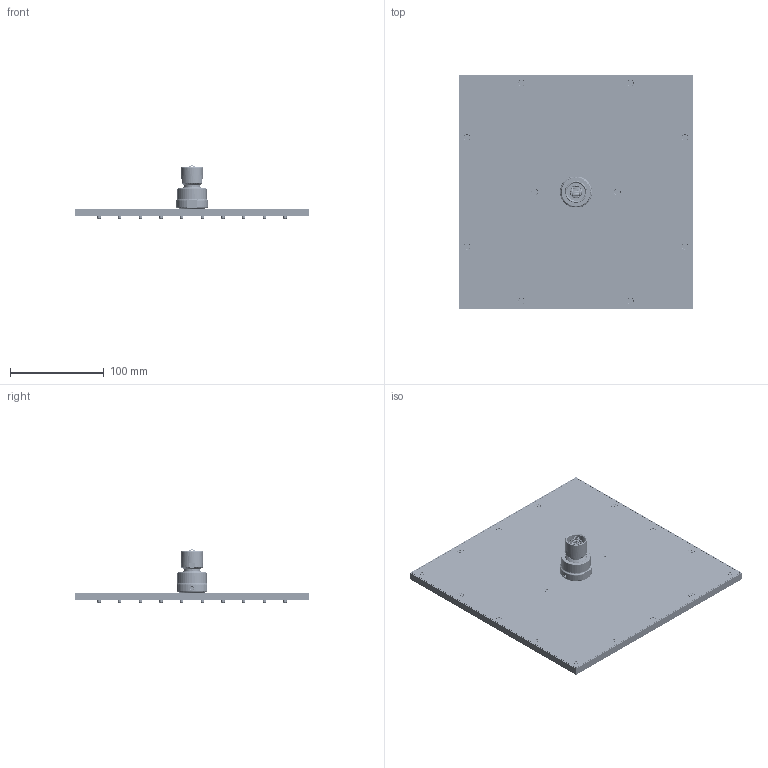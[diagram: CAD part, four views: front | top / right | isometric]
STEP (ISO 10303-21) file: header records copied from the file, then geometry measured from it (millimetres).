
FILE_DESCRIPTION(/* description */ (''),/* implementation_level */ '2;1');
FILE_NAME(/* name */ 'd1e93af9-aa97-4832-89e2-ca1eefe1d11c.stp',/* time_stamp */ '2020-07-02T08:31:57+00:00',/* author */ (''),/* organization */ (''),/* preprocessor_version */ 'ST-DEVELOPER v18.1',/* originating_system */ 'Autodesk Translation Framework v9.3.0.1241',/* authorisation */ '');
FILE_SCHEMA (('AUTOMOTIVE_DESIGN { 1 0 10303 214 3 1 1 }'));
Products named in the file (1): !WGA225CR
Bounding box: 250 x 250 x 56.66 mm (x, y, z)
Volume: 303416.8 mm3; surface area: 430691.6 mm2
Topology: 49 solids, 49 shells, 3686 faces, 11474 edges, 7269 vertices
Faces by surface type: torus 1094, plane 928, bspline 715, cylinder 627, cone 321, sphere 1
Full cylindrical faces by diameter (mm): 0.7 x18, 1.2 x6, 1.3 x100, 2 x4, 2.4 x18, 3 x18, 3.3 x3, 3.5 x100, 4 x1, 4.2 x100, 5 x18, 6 x19, 6.5 x18, 7 x18, 8 x1, 9 x3, 9.15 x1, 10 x2, 10.2 x1, 11 x1, 11.3 x1, 12.1 x1, 12.3 x1, 12.5 x2, 12.6 x1, 12.7 x2, 13 x1, 13.3 x1, 13.7 x2, 14 x2
Entity records: 278159 total; most frequent: CARTESIAN_POINT 183581, ORIENTED_EDGE 22912, DIRECTION 15683, EDGE_CURVE 11456, VERTEX_POINT 7270, AXIS2_PLACEMENT_3D 6590, B_SPLINE_CURVE_WITH_KNOTS 5325, EDGE_LOOP 4583
